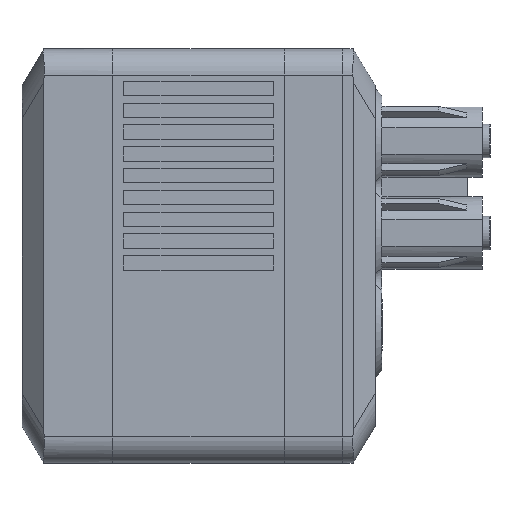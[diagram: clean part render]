
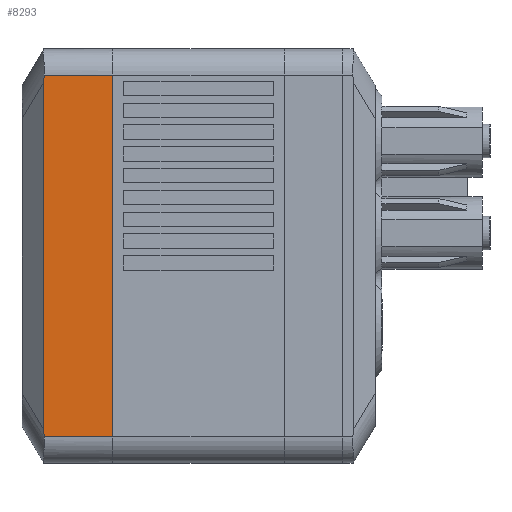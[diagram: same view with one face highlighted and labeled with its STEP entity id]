
A CAD part, left-side view. The second image highlights one B-rep face of the part: STEP entity #8293.
In plain terms, the highlighted planar face has unit normal (-1, 0, 0).
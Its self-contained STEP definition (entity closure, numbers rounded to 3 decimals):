
#873 = CARTESIAN_POINT ( 'NONE',  ( -12.7, 21.285, 24.558 ) ) ;
#1046 = CARTESIAN_POINT ( 'NONE',  ( -12.7, -21.3, -24.9 ) ) ;
#1241 = CARTESIAN_POINT ( 'NONE',  ( -12.7, 11.8, 24.9 ) ) ;
#1311 = CARTESIAN_POINT ( 'NONE',  ( -12.7, 21.3, 23.909 ) ) ;
#1457 = EDGE_CURVE ( 'NONE', #1844, #3845, #4459, .T. ) ;
#1475 = LINE ( 'NONE', #2152, #7285 ) ;
#1498 = CARTESIAN_POINT ( 'NONE',  ( -12.7, 11.8, 0. ) ) ;
#1527 = VECTOR ( 'NONE', #9201, 1000. ) ;
#1683 = VECTOR ( 'NONE', #3668, 1000. ) ;
#1723 = EDGE_CURVE ( 'NONE', #4519, #7660, #8629, .T. ) ;
#1844 = VERTEX_POINT ( 'NONE', #6029 ) ;
#1900 = CARTESIAN_POINT ( 'NONE',  ( -12.7, 21.255, -24.9 ) ) ;
#2152 = CARTESIAN_POINT ( 'NONE',  ( -12.7, 21.3, -23.5 ) ) ;
#2427 = CARTESIAN_POINT ( 'NONE',  ( -12.7, 21.3, 23.909 ) ) ;
#2498 = ORIENTED_EDGE ( 'NONE', *, *, #8511, .T. ) ;
#2530 = CARTESIAN_POINT ( 'NONE',  ( -12.7, 0., 0. ) ) ;
#3228 = DIRECTION ( 'NONE',  ( 0., -1., 0. ) ) ;
#3252 = CARTESIAN_POINT ( 'NONE',  ( -12.7, 11.8, -24.9 ) ) ;
#3356 = ORIENTED_EDGE ( 'NONE', *, *, #1723, .T. ) ;
#3507 = LINE ( 'NONE', #7767, #1527 ) ;
#3668 = DIRECTION ( 'NONE',  ( 0., 0., 1. ) ) ;
#3845 = VERTEX_POINT ( 'NONE', #5768 ) ;
#4410 = EDGE_CURVE ( 'NONE', #6047, #4519, #3507, .T. ) ;
#4456 = DIRECTION ( 'NONE',  ( -1., 0., 0. ) ) ;
#4459 =( BOUNDED_CURVE ( )  B_SPLINE_CURVE ( 3, ( #5334, #5433, #8197, #1900 ),
 .UNSPECIFIED., .F., .T. ) 
 B_SPLINE_CURVE_WITH_KNOTS ( ( 4, 4 ),
 ( 3.793, 3.896 ),
 .UNSPECIFIED. ) 
 CURVE ( )  GEOMETRIC_REPRESENTATION_ITEM ( )  RATIONAL_B_SPLINE_CURVE ( ( 1., 0.999, 0.999, 1. ) ) 
 REPRESENTATION_ITEM ( '' )  );
#4519 = VERTEX_POINT ( 'NONE', #5886 ) ;
#4674 = LINE ( 'NONE', #1046, #6501 ) ;
#4989 = DIRECTION ( 'NONE',  ( 0., 0., -1. ) ) ;
#5093 = CARTESIAN_POINT ( 'NONE',  ( -12.7, 21.3, 24.228 ) ) ;
#5107 = LINE ( 'NONE', #1498, #1683 ) ;
#5334 = CARTESIAN_POINT ( 'NONE',  ( -12.7, 21.3, -23.909 ) ) ;
#5353 = EDGE_CURVE ( 'NONE', #7845, #6047, #5107, .T. ) ;
#5433 = CARTESIAN_POINT ( 'NONE',  ( -12.7, 21.3, -24.228 ) ) ;
#5768 = CARTESIAN_POINT ( 'NONE',  ( -12.7, 21.255, -24.9 ) ) ;
#5797 = CARTESIAN_POINT ( 'NONE',  ( -12.7, 21.255, 24.9 ) ) ;
#5886 = CARTESIAN_POINT ( 'NONE',  ( -12.7, 21.255, 24.9 ) ) ;
#6029 = CARTESIAN_POINT ( 'NONE',  ( -12.7, 21.3, -23.909 ) ) ;
#6047 = VERTEX_POINT ( 'NONE', #1241 ) ;
#6086 = PLANE ( 'NONE',  #9065 ) ;
#6298 = ORIENTED_EDGE ( 'NONE', *, *, #4410, .T. ) ;
#6501 = VECTOR ( 'NONE', #3228, 1000. ) ;
#6770 = ORIENTED_EDGE ( 'NONE', *, *, #5353, .T. ) ;
#7285 = VECTOR ( 'NONE', #4989, 1000. ) ;
#7304 = DIRECTION ( 'NONE',  ( 0., 0., 1. ) ) ;
#7408 = ORIENTED_EDGE ( 'NONE', *, *, #1457, .T. ) ;
#7416 = EDGE_CURVE ( 'NONE', #3845, #7845, #4674, .T. ) ;
#7494 = FACE_OUTER_BOUND ( 'NONE', #8252, .T. ) ;
#7660 = VERTEX_POINT ( 'NONE', #1311 ) ;
#7767 = CARTESIAN_POINT ( 'NONE',  ( -12.7, 21.3, 24.9 ) ) ;
#7845 = VERTEX_POINT ( 'NONE', #3252 ) ;
#8197 = CARTESIAN_POINT ( 'NONE',  ( -12.7, 21.285, -24.558 ) ) ;
#8252 = EDGE_LOOP ( 'NONE', ( #9056, #6770, #6298, #3356, #2498, #7408 ) ) ;
#8293 = ADVANCED_FACE ( 'NONE', ( #7494 ), #6086, .T. ) ;
#8511 = EDGE_CURVE ( 'NONE', #7660, #1844, #1475, .T. ) ;
#8629 =( BOUNDED_CURVE ( )  B_SPLINE_CURVE ( 3, ( #5797, #873, #5093, #2427 ),
 .UNSPECIFIED., .F., .T. ) 
 B_SPLINE_CURVE_WITH_KNOTS ( ( 4, 4 ),
 ( 5.529, 5.632 ),
 .UNSPECIFIED. ) 
 CURVE ( )  GEOMETRIC_REPRESENTATION_ITEM ( )  RATIONAL_B_SPLINE_CURVE ( ( 1., 0.999, 0.999, 1. ) ) 
 REPRESENTATION_ITEM ( '' )  );
#9056 = ORIENTED_EDGE ( 'NONE', *, *, #7416, .T. ) ;
#9065 = AXIS2_PLACEMENT_3D ( 'NONE', #2530, #4456, #7304 ) ;
#9201 = DIRECTION ( 'NONE',  ( 0., 1., 0. ) ) ;
